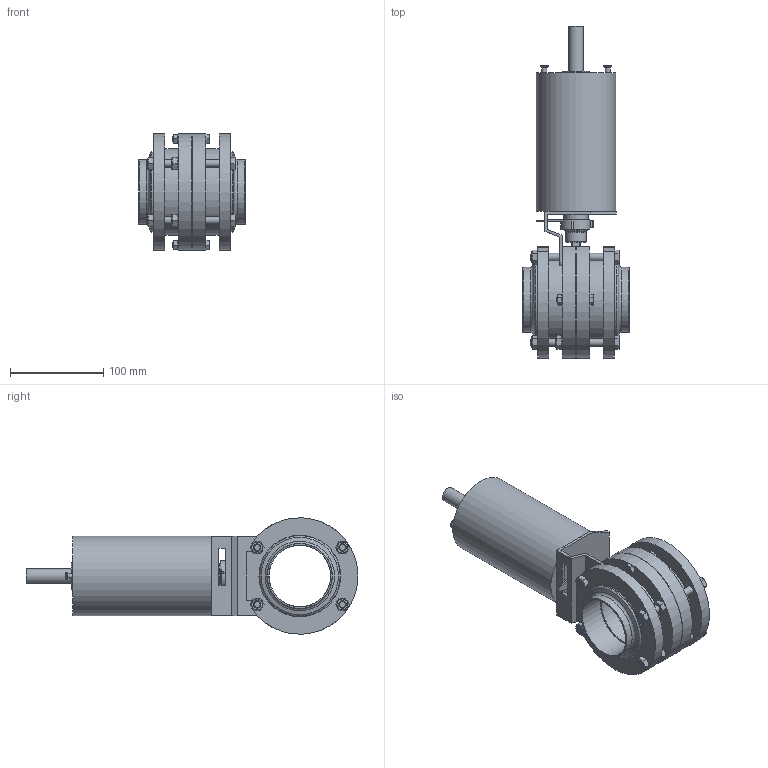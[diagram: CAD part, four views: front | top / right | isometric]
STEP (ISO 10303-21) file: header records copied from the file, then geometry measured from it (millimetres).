
FILE_DESCRIPTION( ( 'STEP AP203' ), ' ' );
FILE_NAME( '9612628688.stp', '2017-01-13T12:11:17', ( '' ), ( '' ), ' ', 'PARTsolutions', ' ' );
FILE_SCHEMA( ( 'CONFIG_CONTROL_DESIGN' ) );
Length unit declared in the file: millimetre
Products named in the file (8): 9612628688; _LKB-F Butterfly D65; _LKB-F Flange (D650851); _LKB-F Flange D65 2; _Mounting Bracket LKLA 085 D65; _LKLA-T Without coupling 085; _Coupling LKLA 085 Doc clutch D65; _Activation ring D65
Assembly tree (7 placements, depth 2):
  9612628688
    _LKB-F Butterfly D65
    _LKB-F Flange (D650851)
    _LKB-F Flange D65 2
    _Mounting Bracket LKLA 085 D65
    _LKLA-T Without coupling 085
    _Coupling LKLA 085 Doc clutch D65
    _Activation ring D65
Bounding box: 114 x 356.47 x 124.92 mm (x, y, z)
Volume: 1505213.6 mm3; surface area: 216387.2 mm2
Topology: 7 solids, 9 shells, 371 faces, 870 edges, 550 vertices
Faces by surface type: plane 192, cylinder 85, cone 79, torus 15
Full cylindrical faces by diameter (mm): 5 x2, 6 x4, 6.5 x4, 6.647 x4, 8 x6, 8.5 x10, 16 x1, 22 x1, 25 x2, 26 x1, 29.8 x1, 34 x1, 66 x4, 69.6 x2, 70 x2, 77 x2, 85 x1, 86 x2, 93 x2
Entity records: 10964 total; most frequent: CARTESIAN_POINT 2853, DIRECTION 1587, ORIENTED_EDGE 1472, EDGE_CURVE 736, AXIS2_PLACEMENT_3D 644, EDGE_LOOP 554, VERTEX_POINT 526, FACE_OUTER_BOUND 438
